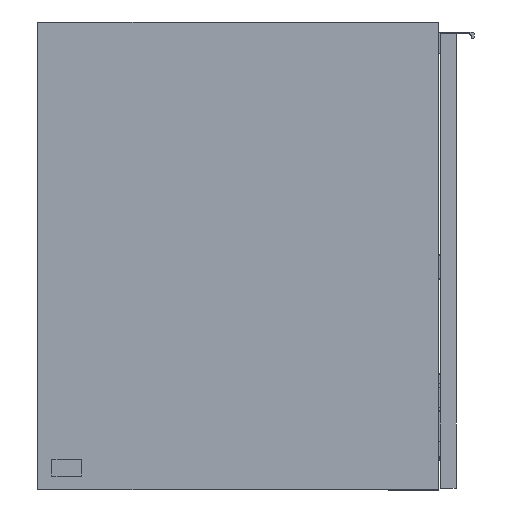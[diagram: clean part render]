
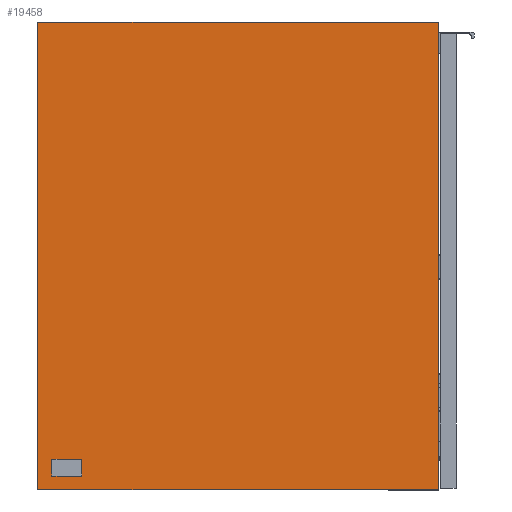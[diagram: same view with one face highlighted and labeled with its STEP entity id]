
A CAD part, left-side view. The second image highlights one B-rep face of the part: STEP entity #19458.
In plain terms, the highlighted planar face has unit normal (-1, 0, 0).
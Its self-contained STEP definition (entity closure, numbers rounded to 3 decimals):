
#2251=FACE_OUTER_BOUND('',#3366,.T.);
#3366=EDGE_LOOP('',(#17657,#17658,#17659,#17660));
#5454=LINE('',#32077,#7577);
#5457=LINE('',#32082,#7580);
#5459=LINE('',#32086,#7582);
#5460=LINE('',#32088,#7583);
#7577=VECTOR('',#26424,1.);
#7580=VECTOR('',#26429,1.);
#7582=VECTOR('',#26433,1.);
#7583=VECTOR('',#26436,1.);
#9446=VERTEX_POINT('',#32074);
#9447=VERTEX_POINT('',#32076);
#9448=VERTEX_POINT('',#32080);
#9449=VERTEX_POINT('',#32084);
#12188=EDGE_CURVE('',#9447,#9446,#5454,.T.);
#12191=EDGE_CURVE('',#9446,#9448,#5457,.T.);
#12193=EDGE_CURVE('',#9449,#9447,#5459,.T.);
#12194=EDGE_CURVE('',#9449,#9448,#5460,.T.);
#17657=ORIENTED_EDGE('',*,*,#12194,.F.);
#17658=ORIENTED_EDGE('',*,*,#12193,.T.);
#17659=ORIENTED_EDGE('',*,*,#12188,.T.);
#17660=ORIENTED_EDGE('',*,*,#12191,.T.);
#18457=PLANE('',#21132);
#19458=ADVANCED_FACE('',(#2251),#18457,.T.);
#21132=AXIS2_PLACEMENT_3D('',#32087,#26434,#26435);
#26424=DIRECTION('',(0.,0.,1.));
#26429=DIRECTION('',(0.,1.,0.));
#26433=DIRECTION('',(0.,-1.,0.));
#26434=DIRECTION('center_axis',(-1.,0.,0.));
#26435=DIRECTION('ref_axis',(0.,0.,1.));
#26436=DIRECTION('',(0.,0.,1.));
#32074=CARTESIAN_POINT('',(0.,-402.,470.));
#32076=CARTESIAN_POINT('',(0.,-402.,0.));
#32077=CARTESIAN_POINT('',(0.,-402.,0.));
#32080=CARTESIAN_POINT('',(0.,0.,470.));
#32082=CARTESIAN_POINT('',(0.,-402.,470.));
#32084=CARTESIAN_POINT('',(0.,0.,0.));
#32086=CARTESIAN_POINT('',(0.,3.,0.));
#32087=CARTESIAN_POINT('Origin',(0.,-199.5,
235.));
#32088=CARTESIAN_POINT('',(0.,0.,235.));
